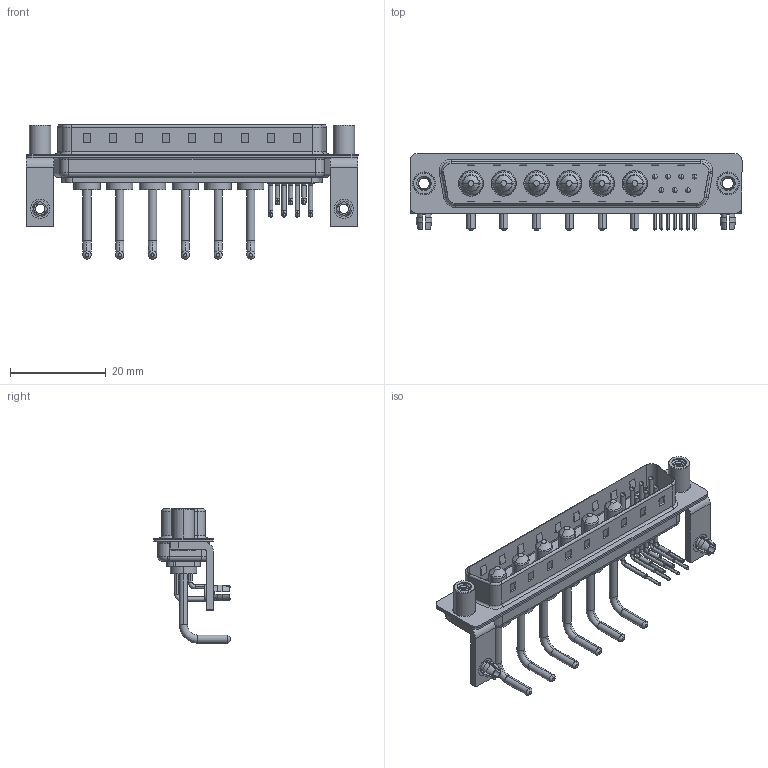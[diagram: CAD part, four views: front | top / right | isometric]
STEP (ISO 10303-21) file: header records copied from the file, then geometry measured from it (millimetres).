
FILE_DESCRIPTION (( 'STEP AP203' ), '1' );
FILE_NAME ('629-13W6250-1N5.STEP', '2022-05-14T14:58:54', ( '' ), ( '' ), 'SwSTEP 2.0', 'SolidWorks 2020', '' );
FILE_SCHEMA (( 'CONFIG_CONTROL_DESIGN' ));
Length unit declared in the file: millimetre
Products named in the file (10): 629Combo Threaded Standoff_5; 629Combo Shell Front_37 Contacts; 629Combo Contact Row 2; 629Combo Housing_13W6; Power Pin_Ext 10A RA; 629-13W6250-1N5; 629Combo Contact Row 1; 629Combo Shell Rear_37 Contacts; 629Combo Board Lock; 629Combo Stabilizer Bracket
Assembly tree (22 placements, depth 2):
  629-13W6250-1N5
    629Combo Housing_13W6
    629Combo Shell Rear_37 Contacts
    629Combo Shell Front_37 Contacts
    629Combo Stabilizer Bracket  x2
    629Combo Board Lock  x2
    629Combo Threaded Standoff_5  x2
    Power Pin_Ext 10A RA  x6
    629Combo Contact Row 1  x4
    629Combo Contact Row 2  x3
Bounding box: 69.4 x 16.05 x 28.08 mm (x, y, z)
Volume: 4829 mm3; surface area: 10931.9 mm2
Topology: 28 solids, 28 shells, 1620 faces, 4271 edges, 2742 vertices
Faces by surface type: plane 781, cylinder 611, cone 100, torus 74, bspline 54
Entity records: 27937 total; most frequent: CARTESIAN_POINT 6436, DIRECTION 4302, ORIENTED_EDGE 4144, EDGE_CURVE 2072, AXIS2_PLACEMENT_3D 1515, VERTEX_POINT 1335, VECTOR 1272, LINE 1272
